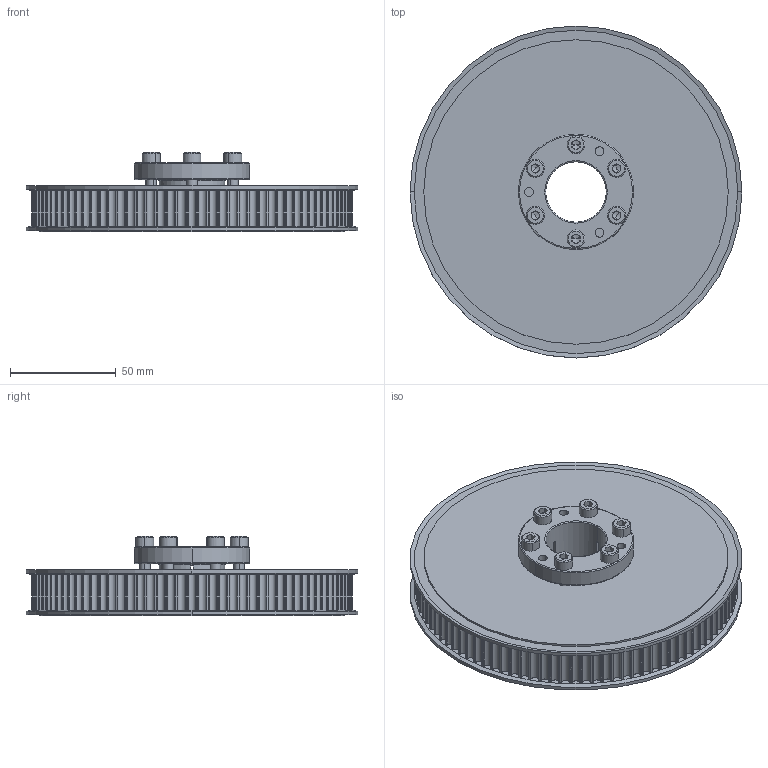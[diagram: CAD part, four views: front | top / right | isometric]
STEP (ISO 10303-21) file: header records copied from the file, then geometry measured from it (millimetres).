
FILE_DESCRIPTION (( 'STEP AP203' ), '1' );
FILE_NAME ('A96-5M15-SPBO-1125.step', '2023-08-24T18:47:45', ( '' ), ( '' ), 'SwSTEP 2.0', 'SolidWorks 2021', '' );
FILE_SCHEMA (( 'CONFIG_CONTROL_DESIGN' ));
Length unit declared in the file: millimetre
Products named in the file (1): A96-5M15-SPBO-1125
Bounding box: 157 x 157 x 37.5 mm (x, y, z)
Volume: 389261.5 mm3; surface area: 79561.1 mm2
Topology: 10 solids, 10 shells, 733 faces, 2023 edges, 1312 vertices
Faces by surface type: cylinder 555, plane 116, cone 50, torus 12
Entity records: 24034 total; most frequent: DIRECTION 4681, CARTESIAN_POINT 4133, ORIENTED_EDGE 4022, EDGE_CURVE 2011, AXIS2_PLACEMENT_3D 1952, VERTEX_POINT 1312, CIRCLE 1218, EDGE_LOOP 785
